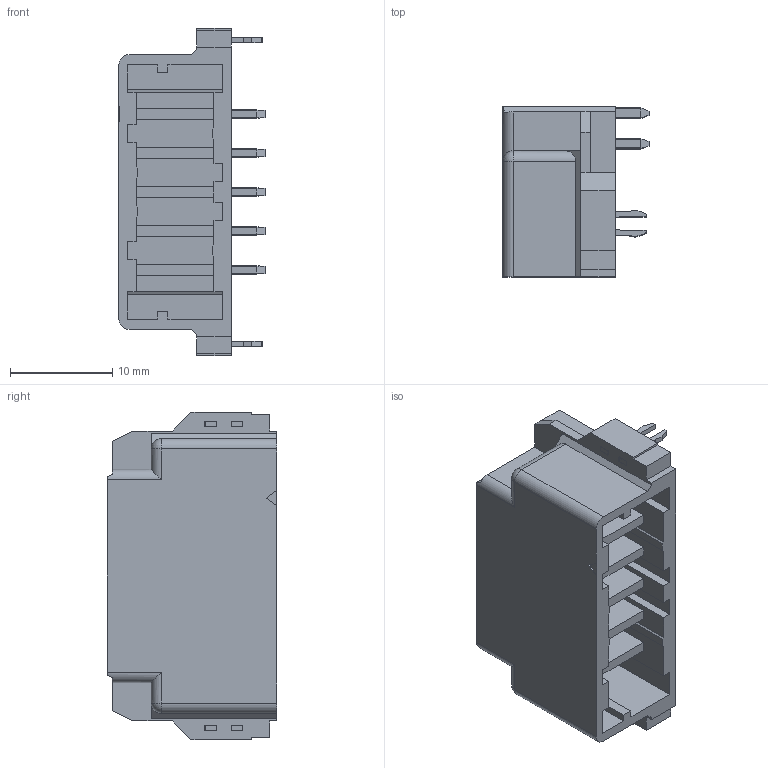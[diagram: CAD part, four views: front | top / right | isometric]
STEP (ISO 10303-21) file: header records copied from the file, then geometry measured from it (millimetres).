
FILE_DESCRIPTION(('CoCreate Modeling STEP Export'),'2;1');
FILE_NAME('FX30B-5S-3.81DS.stp','2013-11-01T16:01:18',(''),(''),'CoCreate Modeling STEP processor for AP214 (Solid Model)','CoCreate Modeling 17.0 01-Apr-2010 (C) Parametric Technology GmbH','');
FILE_SCHEMA(('AUTOMOTIVE_DESIGN { 1 0 10303 214 1 1 1 1 }'));
Length unit declared in the file: millimetre
Products named in the file (1): FX30B-5S-3.81DS
Bounding box: 14.3 x 16.6 x 31.99 mm (x, y, z)
Volume: 3098.1 mm3; surface area: 3388.7 mm2
Topology: 1 solids, 1 shells, 316 faces, 871 edges, 574 vertices
Faces by surface type: plane 302, cylinder 12, sphere 2
Entity records: 10117 total; most frequent: CARTESIAN_POINT 2042, ORIENTED_EDGE 1738, DIRECTION 1517, EDGE_CURVE 869, VECTOR 843, LINE 843, VERTEX_POINT 574, AXIS2_PLACEMENT_3D 337
